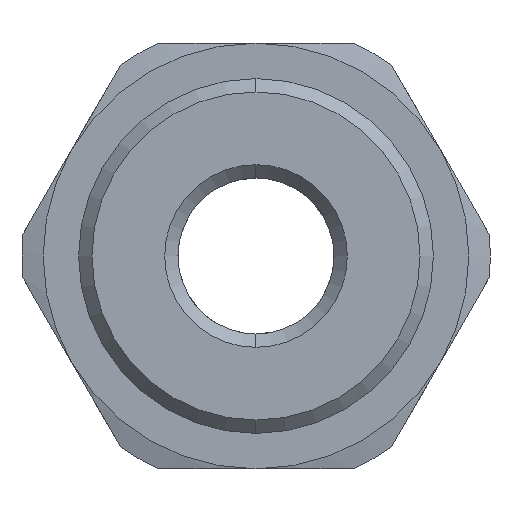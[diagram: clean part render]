
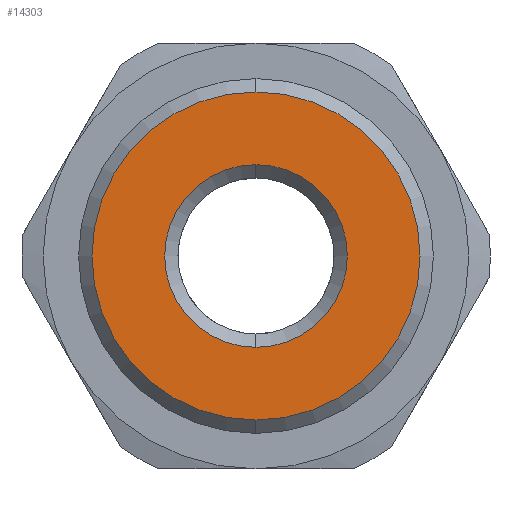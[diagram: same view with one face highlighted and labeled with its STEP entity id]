
A CAD part, left-side view. The second image highlights one B-rep face of the part: STEP entity #14303.
In plain terms, the highlighted planar face has unit normal (-1, 0, 0).
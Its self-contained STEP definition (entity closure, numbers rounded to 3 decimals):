
#16 = AXIS2_PLACEMENT_3D ( 'NONE', #8453, #5847, #14040 ) ;
#647 = CARTESIAN_POINT ( 'NONE',  ( 0., 0., 0. ) ) ;
#1380 = VERTEX_POINT ( 'NONE', #10897 ) ;
#1971 = VERTEX_POINT ( 'NONE', #7482 ) ;
#2253 = PLANE ( 'NONE',  #10058 ) ;
#2299 = VERTEX_POINT ( 'NONE', #15002 ) ;
#2335 = ORIENTED_EDGE ( 'NONE', *, *, #13099, .T. ) ;
#2503 = VERTEX_POINT ( 'NONE', #11413 ) ;
#3747 = CIRCLE ( 'NONE', #4197, 5.15 ) ;
#4059 = ORIENTED_EDGE ( 'NONE', *, *, #9383, .T. ) ;
#4197 = AXIS2_PLACEMENT_3D ( 'NONE', #12198, #15060, #8000 ) ;
#5847 = DIRECTION ( 'NONE',  ( 1., 0., 0. ) ) ;
#7482 = CARTESIAN_POINT ( 'NONE',  ( 0., 0., -5.15 ) ) ;
#7828 = AXIS2_PLACEMENT_3D ( 'NONE', #17415, #9069, #14776 ) ;
#8000 = DIRECTION ( 'NONE',  ( 0., 0., -1. ) ) ;
#8453 = CARTESIAN_POINT ( 'NONE',  ( 0., 0., 0. ) ) ;
#8823 = EDGE_CURVE ( 'NONE', #1380, #2299, #11580, .T. ) ;
#8873 = FACE_BOUND ( 'NONE', #15638, .T. ) ;
#9007 = DIRECTION ( 'NONE',  ( 1., 0., 0. ) ) ;
#9025 = EDGE_CURVE ( 'NONE', #2503, #1971, #3747, .T. ) ;
#9069 = DIRECTION ( 'NONE',  ( -1., 0., 0. ) ) ;
#9383 = EDGE_CURVE ( 'NONE', #1971, #2503, #17883, .T. ) ;
#10058 = AXIS2_PLACEMENT_3D ( 'NONE', #14712, #9007, #14780 ) ;
#10380 = DIRECTION ( 'NONE',  ( 0., 0., -1. ) ) ;
#10897 = CARTESIAN_POINT ( 'NONE',  ( 0., 0., 9.25 ) ) ;
#11301 = AXIS2_PLACEMENT_3D ( 'NONE', #647, #14675, #10380 ) ;
#11413 = CARTESIAN_POINT ( 'NONE',  ( 0., 0., 5.15 ) ) ;
#11580 = CIRCLE ( 'NONE', #11301, 9.25 ) ;
#12198 = CARTESIAN_POINT ( 'NONE',  ( 0., 0., 0. ) ) ;
#12566 = FACE_OUTER_BOUND ( 'NONE', #13669, .T. ) ;
#13099 = EDGE_CURVE ( 'NONE', #2299, #1380, #16484, .T. ) ;
#13669 = EDGE_LOOP ( 'NONE', ( #2335, #15608 ) ) ;
#14040 = DIRECTION ( 'NONE',  ( 0., 0., -1. ) ) ;
#14303 = ADVANCED_FACE ( 'NONE', ( #12566, #8873 ), #2253, .F. ) ;
#14490 = ORIENTED_EDGE ( 'NONE', *, *, #9025, .T. ) ;
#14675 = DIRECTION ( 'NONE',  ( -1., 0., 0. ) ) ;
#14712 = CARTESIAN_POINT ( 'NONE',  ( 0., 0., 0. ) ) ;
#14776 = DIRECTION ( 'NONE',  ( 0., 0., -1. ) ) ;
#14780 = DIRECTION ( 'NONE',  ( 0., 0., -1. ) ) ;
#15002 = CARTESIAN_POINT ( 'NONE',  ( 0., 0., -9.25 ) ) ;
#15060 = DIRECTION ( 'NONE',  ( 1., 0., 0. ) ) ;
#15608 = ORIENTED_EDGE ( 'NONE', *, *, #8823, .T. ) ;
#15638 = EDGE_LOOP ( 'NONE', ( #14490, #4059 ) ) ;
#16484 = CIRCLE ( 'NONE', #7828, 9.25 ) ;
#17415 = CARTESIAN_POINT ( 'NONE',  ( 0., 0., 0. ) ) ;
#17883 = CIRCLE ( 'NONE', #16, 5.15 ) ;
